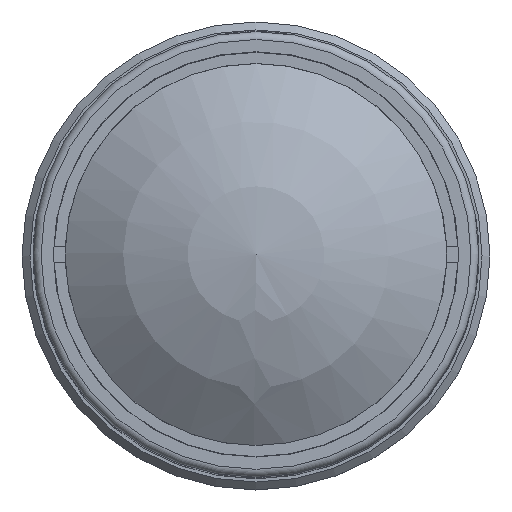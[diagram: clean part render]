
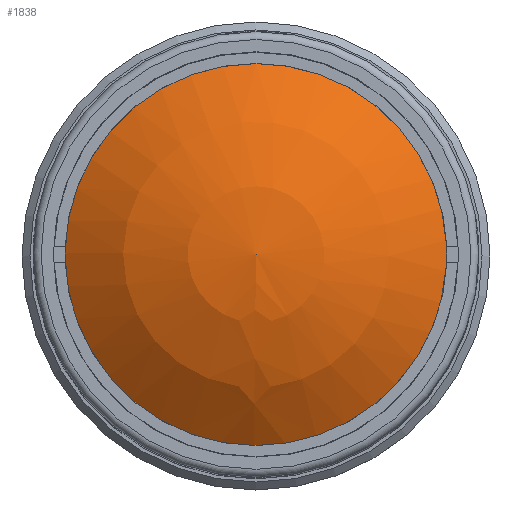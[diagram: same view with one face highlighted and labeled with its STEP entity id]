
A CAD part, top view. The second image highlights one B-rep face of the part: STEP entity #1838.
In plain terms, the highlighted spherical face has radius 19.19 mm.
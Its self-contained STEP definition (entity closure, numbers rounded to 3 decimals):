
#19=SPHERICAL_SURFACE('',#2091,19.19);
#391=FACE_OUTER_BOUND('',#546,.T.);
#546=EDGE_LOOP('',(#1534));
#683=CIRCLE('',#2079,12.);
#845=VERTEX_POINT('',#3432);
#1070=EDGE_CURVE('',#845,#845,#683,.T.);
#1534=ORIENTED_EDGE('',*,*,#1070,.F.);
#1838=ADVANCED_FACE('',(#391),#19,.T.);
#2079=AXIS2_PLACEMENT_3D('',#3433,#2604,#2605);
#2091=AXIS2_PLACEMENT_3D('',#3457,#2635,#2636);
#2604=DIRECTION('center_axis',(0.,0.,
-1.));
#2605=DIRECTION('ref_axis',(0.,-1.,0.));
#2635=DIRECTION('center_axis',(0.,0.,
1.));
#2636=DIRECTION('ref_axis',(-0.011,-1.,0.));
#3432=CARTESIAN_POINT('',(0.,12.,-5.472));
#3433=CARTESIAN_POINT('Origin',(0.,0.,
-5.472));
#3457=CARTESIAN_POINT('Origin',(0.,0.,
-20.448));
